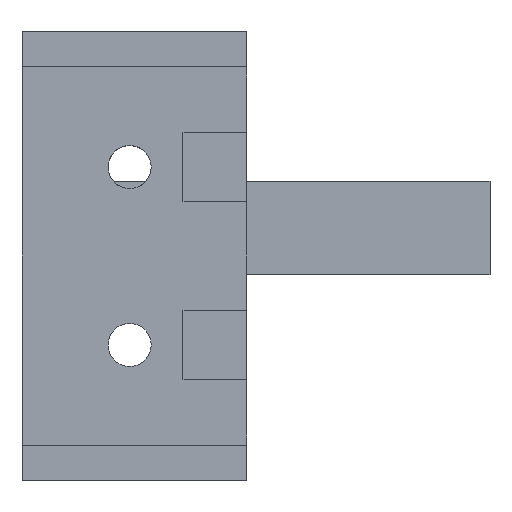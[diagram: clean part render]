
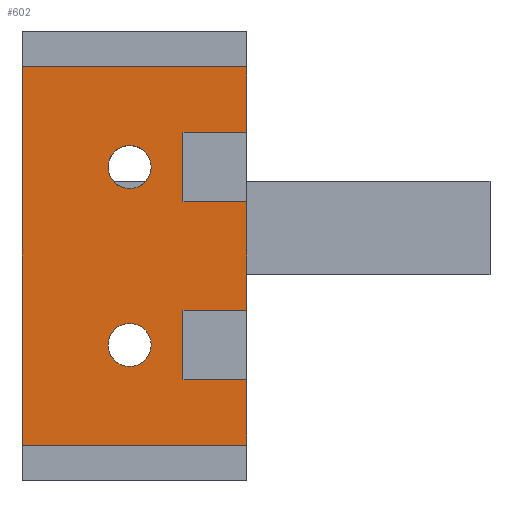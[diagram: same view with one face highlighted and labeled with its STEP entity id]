
A CAD part, left-side view. The second image highlights one B-rep face of the part: STEP entity #602.
In plain terms, the highlighted planar face has unit normal (-1, 0, 0).
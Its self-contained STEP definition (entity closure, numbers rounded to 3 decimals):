
#265=CARTESIAN_POINT('',(-874.8,261.,15.35));
#266=VERTEX_POINT('',#265);
#315=CARTESIAN_POINT('',(-874.8,261.,-4.85));
#316=VERTEX_POINT('',#315);
#323=CARTESIAN_POINT('',(-874.8,261.,-4.85));
#324=DIRECTION('',(0.,0.,1.));
#325=VECTOR('',#324,20.2);
#326=LINE('',#323,#325);
#327=EDGE_CURVE('',#316,#266,#326,.T.);
#379=CARTESIAN_POINT('',(-874.8,249.,15.35));
#380=VERTEX_POINT('',#379);
#387=CARTESIAN_POINT('',(-874.8,249.,11.85));
#388=VERTEX_POINT('',#387);
#389=CARTESIAN_POINT('',(-874.8,249.,11.85));
#390=DIRECTION('',(0.,0.,1.));
#391=VECTOR('',#390,3.5);
#392=LINE('',#389,#391);
#393=EDGE_CURVE('',#388,#380,#392,.T.);
#402=CARTESIAN_POINT('',(-874.8,249.,8.15));
#403=VERTEX_POINT('',#402);
#410=CARTESIAN_POINT('',(-874.8,249.,2.35));
#411=VERTEX_POINT('',#410);
#412=CARTESIAN_POINT('',(-874.8,249.,2.35));
#413=DIRECTION('',(0.,0.,1.));
#414=VECTOR('',#413,5.8);
#415=LINE('',#412,#414);
#416=EDGE_CURVE('',#411,#403,#415,.T.);
#425=CARTESIAN_POINT('',(-874.8,249.,-1.35));
#426=VERTEX_POINT('',#425);
#433=CARTESIAN_POINT('',(-874.8,249.,-4.85));
#434=VERTEX_POINT('',#433);
#435=CARTESIAN_POINT('',(-874.8,249.,-4.85));
#436=DIRECTION('',(0.,0.,1.));
#437=VECTOR('',#436,3.5);
#438=LINE('',#435,#437);
#439=EDGE_CURVE('',#434,#426,#438,.T.);
#508=CARTESIAN_POINT('',(-874.8,249.,15.35));
#509=DIRECTION('',(0.,1.,0.));
#510=VECTOR('',#509,12.);
#511=LINE('',#508,#510);
#512=EDGE_CURVE('',#380,#266,#511,.T.);
#518=CARTESIAN_POINT('',(-874.8,61.,-54.75));
#519=DIRECTION('',(-1.,0.,0.));
#520=DIRECTION('',(0.,1.,0.));
#521=AXIS2_PLACEMENT_3D('',#518,#519,#520);
#522=PLANE('',#521);
#523=CARTESIAN_POINT('',(-874.8,255.25,8.85));
#524=VERTEX_POINT('',#523);
#525=CARTESIAN_POINT('',(-874.8,255.25,10.));
#526=DIRECTION('',(1.,0.,-0.));
#527=DIRECTION('',(-0.,0.,-1.));
#528=AXIS2_PLACEMENT_3D('',#525,#526,#527);
#529=CIRCLE('',#528,1.15);
#530=EDGE_CURVE('',#524,#524,#529,.T.);
#531=ORIENTED_EDGE('',*,*,#530,.T.);
#532=EDGE_LOOP('',(#531));
#533=FACE_BOUND('',#532,.T.);
#534=ORIENTED_EDGE('',*,*,#327,.F.);
#535=CARTESIAN_POINT('',(-874.8,261.,-4.85));
#536=DIRECTION('',(0.,-1.,0.));
#537=VECTOR('',#536,12.);
#538=LINE('',#535,#537);
#539=EDGE_CURVE('',#316,#434,#538,.T.);
#540=ORIENTED_EDGE('',*,*,#539,.T.);
#541=ORIENTED_EDGE('',*,*,#439,.T.);
#542=CARTESIAN_POINT('',(-874.8,252.4,-1.35));
#543=VERTEX_POINT('',#542);
#544=CARTESIAN_POINT('',(-874.8,249.,-1.35));
#545=DIRECTION('',(0.,1.,0.));
#546=VECTOR('',#545,3.4);
#547=LINE('',#544,#546);
#548=EDGE_CURVE('',#426,#543,#547,.T.);
#549=ORIENTED_EDGE('',*,*,#548,.T.);
#550=CARTESIAN_POINT('',(-874.8,252.4,2.35));
#551=VERTEX_POINT('',#550);
#552=CARTESIAN_POINT('',(-874.8,252.4,2.35));
#553=DIRECTION('',(-0.,0.,-1.));
#554=VECTOR('',#553,3.7);
#555=LINE('',#552,#554);
#556=EDGE_CURVE('',#551,#543,#555,.T.);
#557=ORIENTED_EDGE('',*,*,#556,.F.);
#558=CARTESIAN_POINT('',(-874.8,252.4,2.35));
#559=DIRECTION('',(0.,-1.,0.));
#560=VECTOR('',#559,3.4);
#561=LINE('',#558,#560);
#562=EDGE_CURVE('',#551,#411,#561,.T.);
#563=ORIENTED_EDGE('',*,*,#562,.T.);
#564=ORIENTED_EDGE('',*,*,#416,.T.);
#565=CARTESIAN_POINT('',(-874.8,252.4,8.15));
#566=VERTEX_POINT('',#565);
#567=CARTESIAN_POINT('',(-874.8,249.,8.15));
#568=DIRECTION('',(0.,1.,0.));
#569=VECTOR('',#568,3.4);
#570=LINE('',#567,#569);
#571=EDGE_CURVE('',#403,#566,#570,.T.);
#572=ORIENTED_EDGE('',*,*,#571,.T.);
#573=CARTESIAN_POINT('',(-874.8,252.4,11.85));
#574=VERTEX_POINT('',#573);
#575=CARTESIAN_POINT('',(-874.8,252.4,11.85));
#576=DIRECTION('',(-0.,0.,-1.));
#577=VECTOR('',#576,3.7);
#578=LINE('',#575,#577);
#579=EDGE_CURVE('',#574,#566,#578,.T.);
#580=ORIENTED_EDGE('',*,*,#579,.F.);
#581=CARTESIAN_POINT('',(-874.8,252.4,11.85));
#582=DIRECTION('',(0.,-1.,0.));
#583=VECTOR('',#582,3.4);
#584=LINE('',#581,#583);
#585=EDGE_CURVE('',#574,#388,#584,.T.);
#586=ORIENTED_EDGE('',*,*,#585,.T.);
#587=ORIENTED_EDGE('',*,*,#393,.T.);
#588=ORIENTED_EDGE('',*,*,#512,.T.);
#589=EDGE_LOOP('',(#534,#540,#541,#549,#557,#563,#564,#572,#580,#586,#587,#588));
#590=FACE_BOUND('',#589,.T.);
#591=CARTESIAN_POINT('',(-874.8,255.25,-0.65));
#592=VERTEX_POINT('',#591);
#593=CARTESIAN_POINT('',(-874.8,255.25,0.5));
#594=DIRECTION('',(1.,0.,-0.));
#595=DIRECTION('',(-0.,0.,-1.));
#596=AXIS2_PLACEMENT_3D('',#593,#594,#595);
#597=CIRCLE('',#596,1.15);
#598=EDGE_CURVE('',#592,#592,#597,.T.);
#599=ORIENTED_EDGE('',*,*,#598,.T.);
#600=EDGE_LOOP('',(#599));
#601=FACE_BOUND('',#600,.T.);
#602=ADVANCED_FACE('',(#533,#590,#601),#522,.T.);
